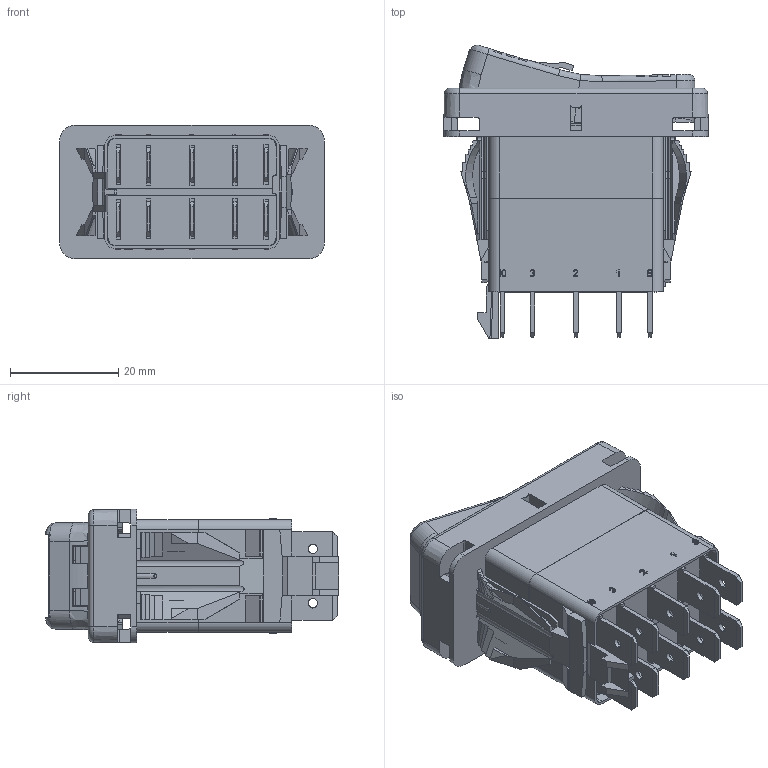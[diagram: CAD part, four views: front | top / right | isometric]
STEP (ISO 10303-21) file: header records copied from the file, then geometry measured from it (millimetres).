
FILE_DESCRIPTION((''),'2;1');
FILE_NAME('VDD2HW61-1KV00-0_SW0001','2011-09-22T',('leads.cao'),(''),'PRO/ENGINEER BY PARAMETRIC TECHNOLOGY CORPORATION, 2010280','PRO/ENGINEER BY PARAMETRIC TECHNOLOGY CORPORATION, 2010280','');
FILE_SCHEMA(('CONFIG_CONTROL_DESIGN'));
Products named in the file (1): VDD2HW61-1KV00-0_SW0001
Bounding box: 48.82 x 54.11 x 24.69 mm (x, y, z)
Volume: 15471.7 mm3; surface area: 21135.5 mm2
Topology: 1 solids, 1 shells, 2191 faces, 6089 edges, 3896 vertices
Faces by surface type: plane 1761, cylinder 261, cone 120, bspline 25, torus 16, extrusion 8
Entity records: 71531 total; most frequent: CARTESIAN_POINT 16389, ORIENTED_EDGE 12174, DIRECTION 10351, EDGE_CURVE 6087, VECTOR 4821, LINE 4813, VERTEX_POINT 3896, AXIS2_PLACEMENT_3D 2765
